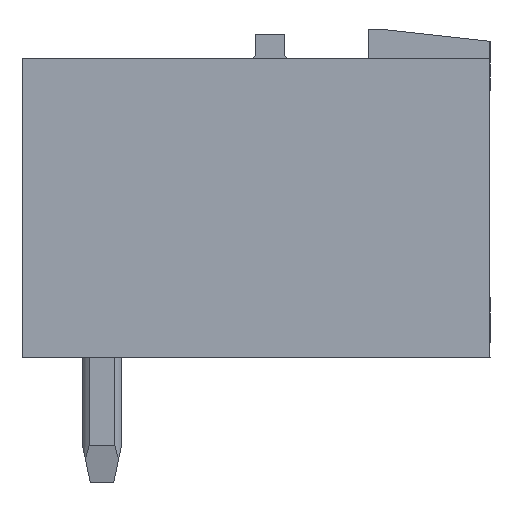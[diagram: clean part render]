
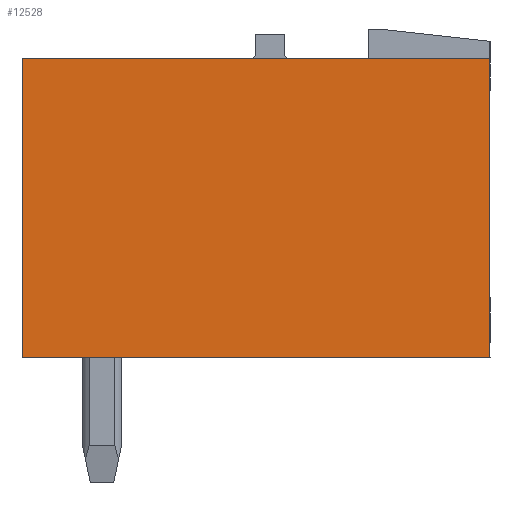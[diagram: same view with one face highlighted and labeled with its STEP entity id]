
A CAD part, left-side view. The second image highlights one B-rep face of the part: STEP entity #12528.
In plain terms, the highlighted planar face has unit normal (-1, 0, 0).
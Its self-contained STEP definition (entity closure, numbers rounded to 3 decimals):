
#12520=AXIS2_PLACEMENT_3D('Plane Axis2P3D',#12517,#12518,#12519) ;
#597=CARTESIAN_POINT('Vertex',(0.,12.,10.88)) ;
#600=CARTESIAN_POINT('Line Origine',(0.,6.,10.88)) ;
#604=CARTESIAN_POINT('Vertex',(0.,0.,10.88)) ;
#1016=CARTESIAN_POINT('Vertex',(0.,12.,3.2)) ;
#1019=CARTESIAN_POINT('Line Origine',(0.,12.,7.04)) ;
#1047=CARTESIAN_POINT('Vertex',(0.,0.,3.2)) ;
#1050=CARTESIAN_POINT('Line Origine',(0.,6.,3.2)) ;
#6713=CARTESIAN_POINT('Line Origine',(0.,0.,7.04)) ;
#12517=CARTESIAN_POINT('Axis2P3D Location',(0.,0.,0.)) ;
#601=DIRECTION('Vector Direction',(0.,1.,0.)) ;
#1020=DIRECTION('Vector Direction',(0.,0.,1.)) ;
#1051=DIRECTION('Vector Direction',(0.,1.,0.)) ;
#6714=DIRECTION('Vector Direction',(0.,0.,-1.)) ;
#12518=DIRECTION('Axis2P3D Direction',(-1.,0.,0.)) ;
#12519=DIRECTION('Axis2P3D XDirection',(0.,-1.,0.)) ;
#602=VECTOR('Line Direction',#601,1.) ;
#1021=VECTOR('Line Direction',#1020,1.) ;
#1052=VECTOR('Line Direction',#1051,1.) ;
#6715=VECTOR('Line Direction',#6714,1.) ;
#12523=ORIENTED_EDGE('',*,*,#6717,.T.) ;
#12524=ORIENTED_EDGE('',*,*,#606,.T.) ;
#12525=ORIENTED_EDGE('',*,*,#1023,.T.) ;
#12526=ORIENTED_EDGE('',*,*,#1054,.T.) ;
#12528=ADVANCED_FACE('Housing',(#12527),#12521,.T.) ;
#606=EDGE_CURVE('',#605,#598,#603,.T.) ;
#1023=EDGE_CURVE('',#598,#1017,#1022,.F.) ;
#1054=EDGE_CURVE('',#1017,#1048,#1053,.F.) ;
#6717=EDGE_CURVE('',#1048,#605,#6716,.F.) ;
#12522=EDGE_LOOP('',(#12523,#12524,#12525,#12526)) ;
#12527=FACE_OUTER_BOUND('',#12522,.T.) ;
#603=LINE('Line',#600,#602) ;
#1022=LINE('Line',#1019,#1021) ;
#1053=LINE('Line',#1050,#1052) ;
#6716=LINE('Line',#6713,#6715) ;
#12521=PLANE('',#12520) ;
#598=VERTEX_POINT('',#597) ;
#605=VERTEX_POINT('',#604) ;
#1017=VERTEX_POINT('',#1016) ;
#1048=VERTEX_POINT('',#1047) ;
